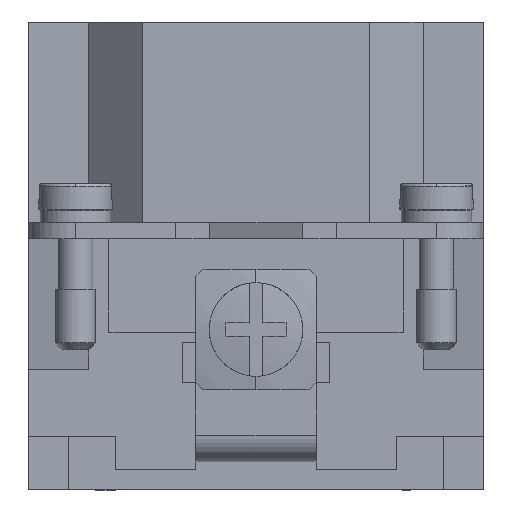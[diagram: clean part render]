
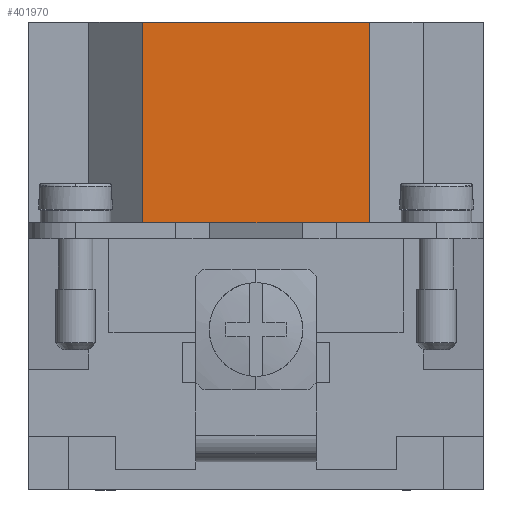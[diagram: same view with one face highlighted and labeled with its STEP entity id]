
A CAD part, left-side view. The second image highlights one B-rep face of the part: STEP entity #401970.
In plain terms, the highlighted planar face has unit normal (-1, 0, 0).
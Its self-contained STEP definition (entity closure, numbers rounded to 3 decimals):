
#253180=CARTESIAN_POINT('',(-31.5,-8.5,-15.));
#253190=VERTEX_POINT('',#253180);
#253380=CARTESIAN_POINT('',(-31.5,-6.,-15.));
#253390=VERTEX_POINT('',#253380);
#253420=CARTESIAN_POINT('',(-31.5,-6.,-15.));
#253430=DIRECTION('',(0.,-1.,0.));
#253440=VECTOR('',#253430,2.5);
#253450=LINE('',#253420,#253440);
#253460=EDGE_CURVE('',#253390,#253190,#253450,.T.);
#254600=CARTESIAN_POINT('',(-31.5,8.5,-15.));
#254610=VERTEX_POINT('',#254600);
#254640=CARTESIAN_POINT('',(-31.5,8.5,-15.));
#254650=DIRECTION('',(0.,-1.,0.));
#254660=VECTOR('',#254650,2.5);
#254670=LINE('',#254640,#254660);
#254680=CARTESIAN_POINT('',(-31.5,6.,-15.));
#254690=VERTEX_POINT('',#254680);
#254700=EDGE_CURVE('',#254610,#254690,#254670,.T.);
#257510=CARTESIAN_POINT('',(-31.5,6.,-15.));
#257520=DIRECTION('',(0.,-1.,0.));
#257530=VECTOR('',#257520,12.);
#257540=LINE('',#257510,#257530);
#257550=EDGE_CURVE('',#254690,#253390,#257540,.T.);
#395180=CARTESIAN_POINT('',(-31.5,-8.5,0.));
#395190=VERTEX_POINT('',#395180);
#395220=CARTESIAN_POINT('',(-31.5,-8.5,0.));
#395230=DIRECTION('',(0.,1.,0.));
#395240=VECTOR('',#395230,17.);
#395250=LINE('',#395220,#395240);
#395260=CARTESIAN_POINT('',(-31.5,8.5,0.));
#395270=VERTEX_POINT('',#395260);
#395280=EDGE_CURVE('',#395190,#395270,#395250,.T.);
#401620=CARTESIAN_POINT('',(-31.5,8.5,0.));
#401630=DIRECTION('',(0.,0.,-1.));
#401640=VECTOR('',#401630,15.);
#401650=LINE('',#401620,#401640);
#401660=EDGE_CURVE('',#395270,#254610,#401650,.T.);
#401790=CARTESIAN_POINT('',(-31.5,8.5,0.));
#401800=DIRECTION('',(-1.,0.,0.));
#401810=DIRECTION('',(0.,0.,1.));
#401820=AXIS2_PLACEMENT_3D('',#401790,#401800,#401810);
#401830=PLANE('',#401820);
#401840=ORIENTED_EDGE('',*,*,#401660,.T.);
#401850=ORIENTED_EDGE('',*,*,#395280,.T.);
#401860=CARTESIAN_POINT('',(-31.5,-8.5,0.));
#401870=DIRECTION('',(0.,0.,-1.));
#401880=VECTOR('',#401870,15.);
#401890=LINE('',#401860,#401880);
#401900=EDGE_CURVE('',#395190,#253190,#401890,.T.);
#401910=ORIENTED_EDGE('',*,*,#401900,.F.);
#401920=ORIENTED_EDGE('',*,*,#253460,.T.);
#401930=ORIENTED_EDGE('',*,*,#257550,.T.);
#401940=ORIENTED_EDGE('',*,*,#254700,.T.);
#401950=EDGE_LOOP('',(#401940,#401930,#401920,#401910,#401850,#401840));
#401960=FACE_OUTER_BOUND('',#401950,.T.);
#401970=ADVANCED_FACE('',(#401960),#401830,.T.);
